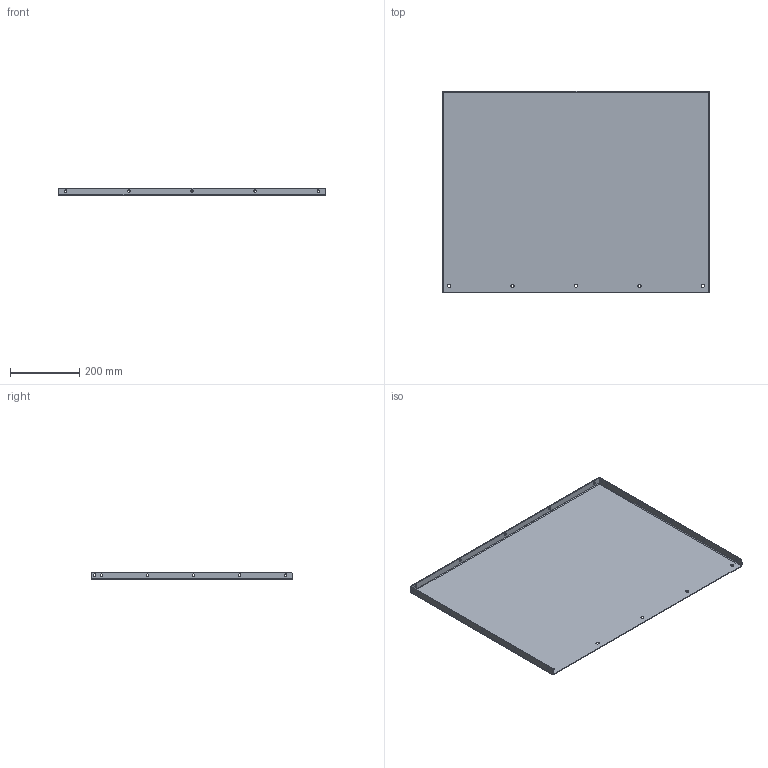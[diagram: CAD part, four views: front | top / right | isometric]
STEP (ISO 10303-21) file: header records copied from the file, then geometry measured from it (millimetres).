
FILE_DESCRIPTION (( 'STEP AP214' ), '1' );
FILE_NAME ('BoxSide_x2.STEP', '2021-12-01T10:06:53', ( '' ), ( '' ), 'SwSTEP 2.0', 'SolidWorks 2020', '' );
FILE_SCHEMA (( 'AUTOMOTIVE_DESIGN' ));
Length unit declared in the file: millimetre
Products named in the file (1): BoxSide_x2
Bounding box: 775 x 583.9 x 23 mm (x, y, z)
Volume: 979330.1 mm3; surface area: 986070.3 mm2
Topology: 1 solids, 1 shells, 80 faces, 210 edges, 132 vertices
Faces by surface type: cylinder 52, plane 27, bspline 1
Entity records: 2670 total; most frequent: CARTESIAN_POINT 494, DIRECTION 470, ORIENTED_EDGE 420, EDGE_CURVE 210, AXIS2_PLACEMENT_3D 182, VERTEX_POINT 132, EDGE_LOOP 124, VECTOR 106
